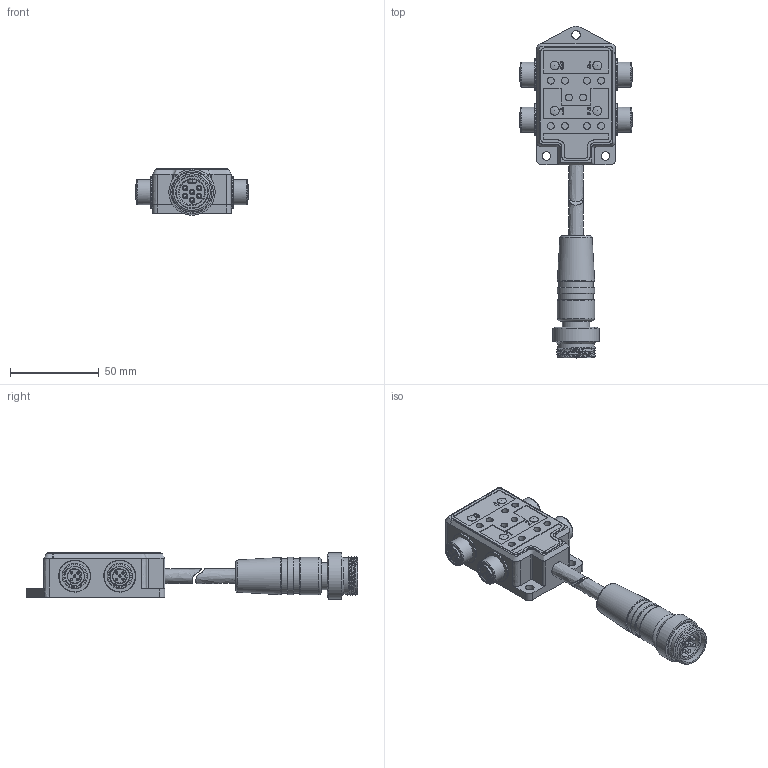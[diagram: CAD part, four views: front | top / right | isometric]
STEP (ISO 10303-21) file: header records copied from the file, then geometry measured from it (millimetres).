
FILE_DESCRIPTION( ('This file contains a STEP AP42 implementation' ,'as created by ZW3D STEP Interface translator.') ,'2;1' );
FILE_NAME( 'ASSR4-5-3XX-PZ6.stp' ,'211223.1614 3', (''), ('ZWCAD Software Co.'), 'Version 1.0', 'ZW3D to STEP translator', '' );
FILE_SCHEMA(('AUTOMOTIVE_DESIGN'));
Length unit declared in the file: millimetre
Products named in the file (2): 0; ASSR4-5-3XX-PZ6
Bounding box: 63.5 x 186.92 x 26.1 mm (x, y, z)
Volume: 96408.4 mm3; surface area: 27017.8 mm2
Topology: 2 solids, 2 shells, 557 faces, 1410 edges, 959 vertices
Faces by surface type: bspline 557
Entity records: 36842 total; most frequent: CARTESIAN_POINT 28076, ORIENTED_EDGE 2788, EDGE_CURVE 1394, VERTEX_POINT 952, B_SPLINE_CURVE_WITH_KNOTS 865, EDGE_LOOP 674, FACE_OUTER_BOUND 557, ADVANCED_FACE 557
